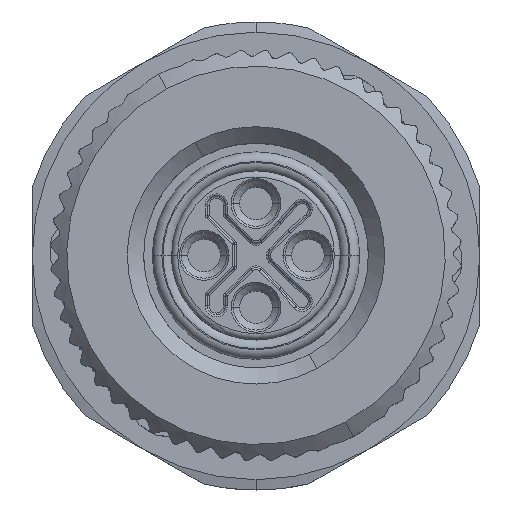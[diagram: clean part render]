
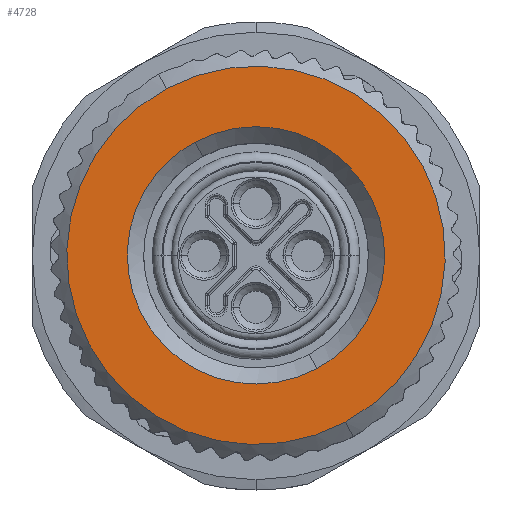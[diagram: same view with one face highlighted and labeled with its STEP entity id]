
A CAD part, top view. The second image highlights one B-rep face of the part: STEP entity #4728.
In plain terms, the highlighted planar face has unit normal (0, 0, 1).
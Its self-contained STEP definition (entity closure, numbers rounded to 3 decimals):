
#1144=AXIS2_PLACEMENT_3D('Circle Axis2P3D',#1142,#1143,$) ;
#2116=AXIS2_PLACEMENT_3D('Circle Axis2P3D',#2114,#2115,$) ;
#4662=AXIS2_PLACEMENT_3D('Plane Axis2P3D',#4659,#4660,#4661) ;
#277=CARTESIAN_POINT('Vertex',(15.404,3.309,26.15)) ;
#1139=CARTESIAN_POINT('Vertex',(6.596,19.691,26.15)) ;
#1142=CARTESIAN_POINT('Axis2P3D Location',(11.,11.5,26.15)) ;
#2114=CARTESIAN_POINT('Axis2P3D Location',(11.,11.5,26.15)) ;
#4659=CARTESIAN_POINT('Axis2P3D Location',(11.,11.5,26.15)) ;
#4669=CARTESIAN_POINT('Control Point',(13.995,5.929,26.15)) ;
#4670=CARTESIAN_POINT('Control Point',(13.452,5.637,26.15)) ;
#4671=CARTESIAN_POINT('Control Point',(12.874,5.412,26.15)) ;
#4672=CARTESIAN_POINT('Control Point',(12.271,5.258,26.15)) ;
#4673=CARTESIAN_POINT('Control Point',(11.04,5.1,26.15)) ;
#4674=CARTESIAN_POINT('Control Point',(9.807,5.242,26.15)) ;
#4675=CARTESIAN_POINT('Control Point',(9.202,5.389,26.15)) ;
#4676=CARTESIAN_POINT('Control Point',(8.041,5.825,26.15)) ;
#4677=CARTESIAN_POINT('Control Point',(7.018,6.528,26.15)) ;
#4678=CARTESIAN_POINT('Control Point',(6.552,6.94,26.15)) ;
#4679=CARTESIAN_POINT('Control Point',(5.729,7.87,26.15)) ;
#4680=CARTESIAN_POINT('Control Point',(5.154,8.97,26.15)) ;
#4681=CARTESIAN_POINT('Control Point',(4.935,9.552,26.15)) ;
#4682=CARTESIAN_POINT('Control Point',(4.643,10.758,26.15)) ;
#4683=CARTESIAN_POINT('Control Point',(4.649,12.,26.15)) ;
#4684=CARTESIAN_POINT('Control Point',(4.728,12.617,26.15)) ;
#4685=CARTESIAN_POINT('Control Point',(5.035,13.819,26.15)) ;
#4686=CARTESIAN_POINT('Control Point',(5.621,14.913,26.15)) ;
#4687=CARTESIAN_POINT('Control Point',(5.98,15.422,26.15)) ;
#4688=CARTESIAN_POINT('Control Point',(6.585,16.089,26.15)) ;
#4689=CARTESIAN_POINT('Control Point',(7.293,16.636,26.15)) ;
#4690=CARTESIAN_POINT('Control Point',(7.523,16.795,26.15)) ;
#4691=CARTESIAN_POINT('Control Point',(7.761,16.94,26.15)) ;
#4692=CARTESIAN_POINT('Control Point',(8.005,17.071,26.15)) ;
#4693=CARTESIAN_POINT('Vertex',(13.995,5.929,26.15)) ;
#4695=CARTESIAN_POINT('Vertex',(8.005,17.071,26.15)) ;
#4699=CARTESIAN_POINT('Control Point',(8.005,17.071,26.15)) ;
#4700=CARTESIAN_POINT('Control Point',(8.548,17.363,26.15)) ;
#4701=CARTESIAN_POINT('Control Point',(9.126,17.588,26.15)) ;
#4702=CARTESIAN_POINT('Control Point',(9.729,17.742,26.15)) ;
#4703=CARTESIAN_POINT('Control Point',(10.96,17.9,26.15)) ;
#4704=CARTESIAN_POINT('Control Point',(12.193,17.758,26.15)) ;
#4705=CARTESIAN_POINT('Control Point',(12.798,17.611,26.15)) ;
#4706=CARTESIAN_POINT('Control Point',(13.959,17.175,26.15)) ;
#4707=CARTESIAN_POINT('Control Point',(14.982,16.472,26.15)) ;
#4708=CARTESIAN_POINT('Control Point',(15.448,16.06,26.15)) ;
#4709=CARTESIAN_POINT('Control Point',(16.271,15.13,26.15)) ;
#4710=CARTESIAN_POINT('Control Point',(16.846,14.03,26.15)) ;
#4711=CARTESIAN_POINT('Control Point',(17.065,13.448,26.15)) ;
#4712=CARTESIAN_POINT('Control Point',(17.357,12.242,26.15)) ;
#4713=CARTESIAN_POINT('Control Point',(17.351,11.,26.15)) ;
#4714=CARTESIAN_POINT('Control Point',(17.272,10.383,26.15)) ;
#4715=CARTESIAN_POINT('Control Point',(16.965,9.181,26.15)) ;
#4716=CARTESIAN_POINT('Control Point',(16.379,8.087,26.15)) ;
#4717=CARTESIAN_POINT('Control Point',(16.02,7.578,26.15)) ;
#4718=CARTESIAN_POINT('Control Point',(15.415,6.911,26.15)) ;
#4719=CARTESIAN_POINT('Control Point',(14.707,6.364,26.15)) ;
#4720=CARTESIAN_POINT('Control Point',(14.477,6.205,26.15)) ;
#4721=CARTESIAN_POINT('Control Point',(14.239,6.06,26.15)) ;
#4722=CARTESIAN_POINT('Control Point',(13.995,5.929,26.15)) ;
#1143=DIRECTION('Axis2P3D Direction',(0.,0.,-1.)) ;
#2115=DIRECTION('Axis2P3D Direction',(0.,0.,-1.)) ;
#4660=DIRECTION('Axis2P3D Direction',(-0.,0.,1.)) ;
#4661=DIRECTION('Axis2P3D XDirection',(0.474,-0.881,0.)) ;
#4665=ORIENTED_EDGE('',*,*,#1146,.T.) ;
#4666=ORIENTED_EDGE('',*,*,#2118,.T.) ;
#4725=ORIENTED_EDGE('',*,*,#4697,.T.) ;
#4726=ORIENTED_EDGE('',*,*,#4723,.T.) ;
#4727=FACE_BOUND('',#4724,.T.) ;
#4728=ADVANCED_FACE('BREP_WITH_VOIDS #40',(#4667,#4727),#4663,.T.) ;
#4668=B_SPLINE_CURVE_WITH_KNOTS('',5,(#4669,#4670,#4671,#4672,#4673,#4674,#4675,#4676,#4677,#4678,#4679,#4680,#4681,#4682,#4683,#4684,#4685,#4686,#4687,#4688,#4689,#4690,#4691,#4692),.UNSPECIFIED.,.F.,.U.,(6,3,3,3,3,3,3,6),(0.,4.356,8.712,13.068,17.424,21.78,26.136,28.099),.UNSPECIFIED.) ;
#4698=B_SPLINE_CURVE_WITH_KNOTS('',5,(#4699,#4700,#4701,#4702,#4703,#4704,#4705,#4706,#4707,#4708,#4709,#4710,#4711,#4712,#4713,#4714,#4715,#4716,#4717,#4718,#4719,#4720,#4721,#4722),.UNSPECIFIED.,.F.,.U.,(6,3,3,3,3,3,3,6),(0.,4.356,8.712,13.068,17.424,21.78,26.136,28.099),.UNSPECIFIED.) ;
#1145=CIRCLE('generated circle',#1144,9.3) ;
#2117=CIRCLE('generated circle',#2116,9.3) ;
#1146=EDGE_CURVE('',#278,#1140,#1145,.F.) ;
#2118=EDGE_CURVE('',#1140,#278,#2117,.F.) ;
#4697=EDGE_CURVE('',#4694,#4696,#4668,.T.) ;
#4723=EDGE_CURVE('',#4696,#4694,#4698,.T.) ;
#4664=EDGE_LOOP('',(#4665,#4666)) ;
#4724=EDGE_LOOP('',(#4725,#4726)) ;
#4667=FACE_OUTER_BOUND('',#4664,.T.) ;
#4663=PLANE('',#4662) ;
#278=VERTEX_POINT('',#277) ;
#1140=VERTEX_POINT('',#1139) ;
#4694=VERTEX_POINT('',#4693) ;
#4696=VERTEX_POINT('',#4695) ;
